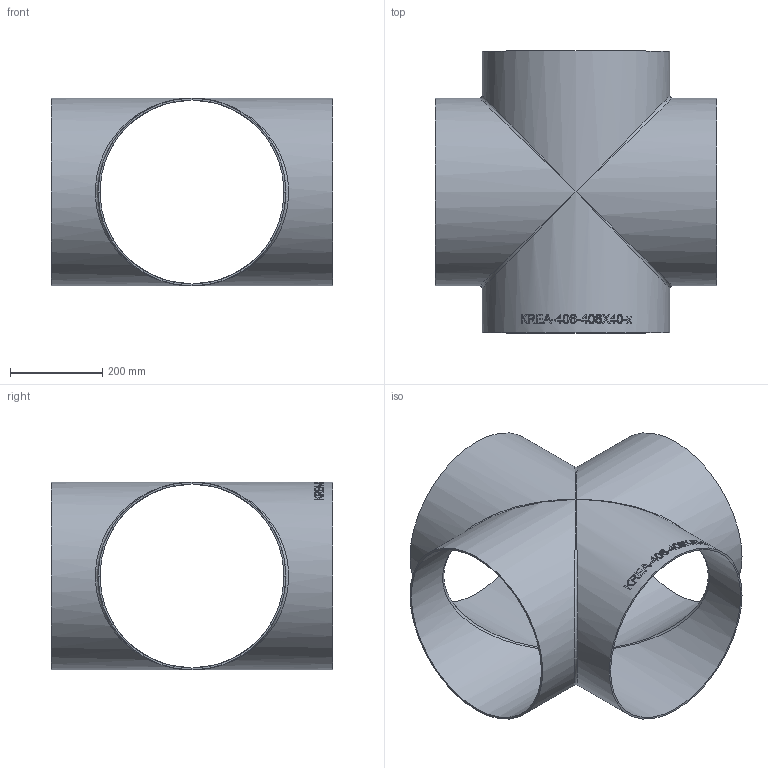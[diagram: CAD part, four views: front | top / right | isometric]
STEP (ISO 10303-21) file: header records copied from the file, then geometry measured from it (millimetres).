
FILE_DESCRIPTION (( 'STEP AP214' ), '1' );
FILE_NAME ('KREA-406-406X40-x Kreuz-Stück 2005.STEP', '2020-05-14T08:28:51', ( '' ), ( '' ), 'SwSTEP 2.0', 'SolidWorks 2019', '' );
FILE_SCHEMA (( 'AUTOMOTIVE_DESIGN' ));
Length unit declared in the file: millimetre
Products named in the file (1): KREA-406-406X40-x Kreuz-Stück 2005
Bounding box: 610 x 610 x 406.4 mm (x, y, z)
Volume: 3571101.3 mm3; surface area: 1802650.3 mm2
Topology: 1 solids, 1 shells, 251 faces, 663 edges, 422 vertices
Faces by surface type: bspline 122, plane 93, cylinder 36
Full cylindrical faces by diameter (mm): 398.4 x4, 406.4 x4
Entity records: 38097 total; most frequent: CARTESIAN_POINT 30634, ORIENTED_EDGE 1266, EDGE_CURVE 633, DIRECTION 622, VERTEX_POINT 418, B_SPLINE_CURVE_WITH_KNOTS 367, EDGE_LOOP 289, FACE_OUTER_BOUND 258
